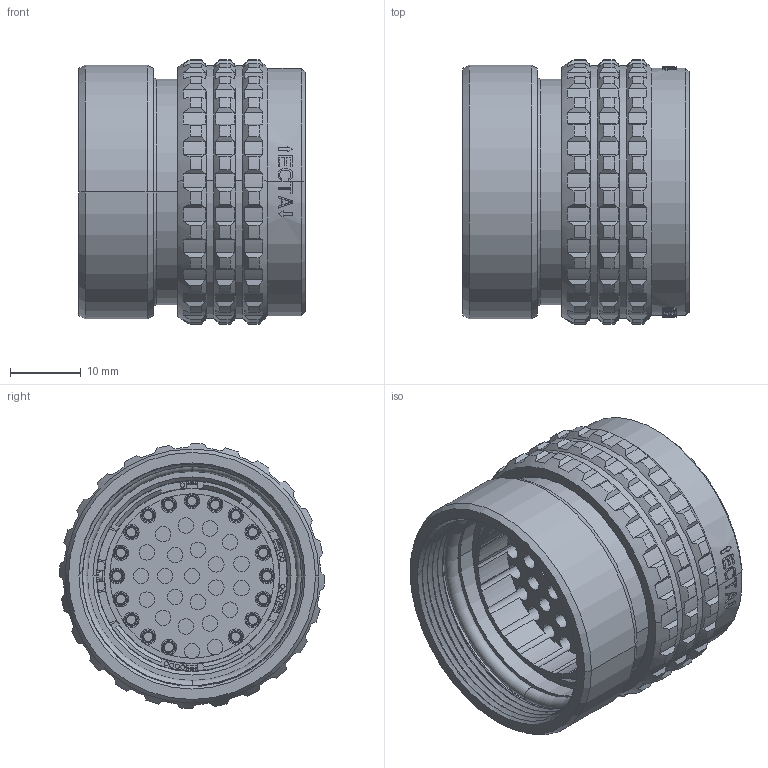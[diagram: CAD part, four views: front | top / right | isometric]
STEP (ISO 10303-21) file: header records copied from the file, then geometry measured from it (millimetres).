
FILE_DESCRIPTION((''),'2;1');
FILE_NAME('1332M518MS','2024-08-02T14:12:36',('paultorloting'),('NET AG system integration'),'CREO PARAMETRIC BY PTC INC, 2021404','CREO PARAMETRIC BY PTC INC, 2021404','');
FILE_SCHEMA(('AUTOMOTIVE_DESIGN { 1 0 10303 214 1 1 1 1 }'));
Length unit declared in the file: millimetre
Products named in the file (1): 1332M518MS
Bounding box: 32 x 37.5 x 37.5 mm (x, y, z)
Volume: 16056.1 mm3; surface area: 15817.8 mm2
Topology: 1 solids, 21 shells, 3645 faces, 10026 edges, 6587 vertices
Faces by surface type: plane 2250, cylinder 965, cone 203, bspline 112, extrusion 72, torus 33, sphere 10
Entity records: 156514 total; most frequent: CARTESIAN_POINT 39340, ORIENTED_EDGE 20052, DIRECTION 18249, EDGE_CURVE 10026, VERTEX_POINT 6587, VECTOR 6146, LINE 6074, AXIS2_PLACEMENT_3D 6050
